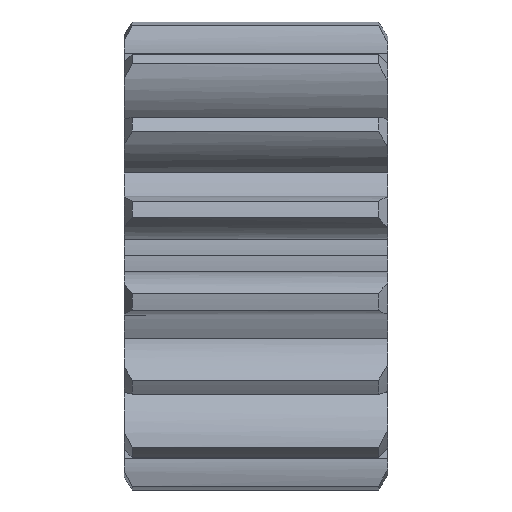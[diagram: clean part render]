
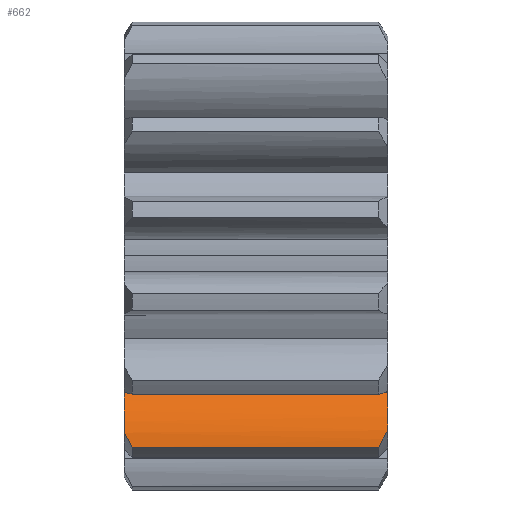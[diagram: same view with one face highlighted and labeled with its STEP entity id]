
A CAD part, top view. The second image highlights one B-rep face of the part: STEP entity #662.
In plain terms, the highlighted cylindrical face has radius 4.064 mm (diameter 8.128 mm), a partial arc.
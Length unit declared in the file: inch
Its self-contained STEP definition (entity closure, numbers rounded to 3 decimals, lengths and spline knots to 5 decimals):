
#141 = EDGE_CURVE ( 'NONE', #143, #142, #1643, .T. ) ;
#142 = VERTEX_POINT ( 'NONE', #1663 ) ;
#143 = VERTEX_POINT ( 'NONE', #1687 ) ;
#243 = VERTEX_POINT ( 'NONE', #1835 ) ;
#252 = VERTEX_POINT ( 'NONE', #1847 ) ;
#281 = EDGE_CURVE ( 'NONE', #243, #252, #1799, .T. ) ;
#523 = VERTEX_POINT ( 'NONE', #2326 ) ;
#657 = VERTEX_POINT ( 'NONE', #2669 ) ;
#659 = EDGE_LOOP ( 'NONE', ( #663, #867, #665, #754, #755, #780 ) ) ;
#660 = EDGE_CURVE ( 'NONE', #142, #243, #2674, .T. ) ;
#662 = ADVANCED_FACE ( 'NONE', ( #2676 ), #2675, .T. ) ;
#663 = ORIENTED_EDGE ( 'NONE', *, *, #675, .T. ) ;
#664 = EDGE_CURVE ( 'NONE', #252, #657, #2672, .T. ) ;
#665 = ORIENTED_EDGE ( 'NONE', *, *, #141, .T. ) ;
#675 = EDGE_CURVE ( 'NONE', #657, #523, #2702, .T. ) ;
#754 = ORIENTED_EDGE ( 'NONE', *, *, #660, .T. ) ;
#755 = ORIENTED_EDGE ( 'NONE', *, *, #281, .T. ) ;
#780 = ORIENTED_EDGE ( 'NONE', *, *, #664, .T. ) ;
#787 = EDGE_CURVE ( 'NONE', #523, #143, #2903, .T. ) ;
#867 = ORIENTED_EDGE ( 'NONE', *, *, #787, .T. ) ;
#1642 = DIRECTION ( 'NONE',  ( 0., 0.707, 0.707 ) ) ;
#1643 = CIRCLE ( 'NONE', #1650, 0.16 ) ;
#1648 = DIRECTION ( 'NONE',  ( -1., 0., 0. ) ) ;
#1649 = CARTESIAN_POINT ( 'NONE',  ( 0.5, -0.37319, 0.10343 ) ) ;
#1650 = AXIS2_PLACEMENT_3D ( 'NONE', #1649, #1648, #1642 ) ;
#1663 = CARTESIAN_POINT ( 'NONE',  ( 0.5, -0.25975, 0.21627 ) ) ;
#1687 = CARTESIAN_POINT ( 'NONE',  ( 0.5, -0.33149, 0.2579 ) ) ;
#1799 = CIRCLE ( 'NONE', #1899, 0.16 ) ;
#1835 = CARTESIAN_POINT ( 'NONE',  ( 0., -0.25975, 0.21627 ) ) ;
#1847 = CARTESIAN_POINT ( 'NONE',  ( 0., -0.33573, 0.25899 ) ) ;
#1878 = DIRECTION ( 'NONE',  ( 1., 0., 0. ) ) ;
#1898 = DIRECTION ( 'NONE',  ( 0., 0., -1. ) ) ;
#1899 = AXIS2_PLACEMENT_3D ( 'NONE', #1912, #1878, #1898 ) ;
#1912 = CARTESIAN_POINT ( 'NONE',  ( 0., -0.37319, 0.10343 ) ) ;
#2326 = CARTESIAN_POINT ( 'NONE',  ( 0.48268, -0.36498, 0.26322 ) ) ;
#2461 = CARTESIAN_POINT ( 'NONE',  ( 0.015, -0.36498, 0.26322 ) ) ;
#2462 = CARTESIAN_POINT ( 'NONE',  ( 0.01016, -0.35502, 0.26271 ) ) ;
#2651 = DIRECTION ( 'NONE',  ( -1., 0., 0. ) ) ;
#2652 = VECTOR ( 'NONE', #2673, 39.37008 ) ;
#2659 = AXIS2_PLACEMENT_3D ( 'NONE', #2679, #2651, #2678 ) ;
#2662 = CARTESIAN_POINT ( 'NONE',  ( 0.5, -0.25975, 0.21627 ) ) ;
#2669 = CARTESIAN_POINT ( 'NONE',  ( 0.015, -0.36498, 0.26322 ) ) ;
#2670 = CARTESIAN_POINT ( 'NONE',  ( 0.00517, -0.34527, 0.26128 ) ) ;
#2671 = CARTESIAN_POINT ( 'NONE',  ( 0., -0.33573, 0.25899 ) ) ;
#2672 = B_SPLINE_CURVE_WITH_KNOTS ( 'NONE', 3,
 ( #2671, #2670, #2462, #2461 ),
 .UNSPECIFIED., .F., .F.,
 ( 4, 4 ),
 ( 0., 0.00084 ),
 .UNSPECIFIED. ) ;
#2673 = DIRECTION ( 'NONE',  ( -1., 0., 0. ) ) ;
#2674 = LINE ( 'NONE', #2662, #2652 ) ;
#2675 = CYLINDRICAL_SURFACE ( 'NONE', #2659, 0.16 ) ;
#2676 = FACE_OUTER_BOUND ( 'NONE', #659, .T. ) ;
#2678 = DIRECTION ( 'NONE',  ( 0., 0., 1. ) ) ;
#2679 = CARTESIAN_POINT ( 'NONE',  ( 0.5, -0.37319, 0.10343 ) ) ;
#2701 = CARTESIAN_POINT ( 'NONE',  ( 0.25, -0.36498, 0.26322 ) ) ;
#2702 = LINE ( 'NONE', #2701, #2707 ) ;
#2706 = DIRECTION ( 'NONE',  ( 1., 0., 0. ) ) ;
#2707 = VECTOR ( 'NONE', #2706, 39.37008 ) ;
#2903 = B_SPLINE_CURVE_WITH_KNOTS ( 'NONE', 3,
 ( #2922, #2921, #2920, #2919 ),
 .UNSPECIFIED., .F., .F.,
 ( 4, 4 ),
 ( 0., 0.00097 ),
 .UNSPECIFIED. ) ;
#2919 = CARTESIAN_POINT ( 'NONE',  ( 0.5, -0.33149, 0.2579 ) ) ;
#2920 = CARTESIAN_POINT ( 'NONE',  ( 0.49401, -0.34236, 0.26084 ) ) ;
#2921 = CARTESIAN_POINT ( 'NONE',  ( 0.48824, -0.35352, 0.26263 ) ) ;
#2922 = CARTESIAN_POINT ( 'NONE',  ( 0.48268, -0.36498, 0.26322 ) ) ;
